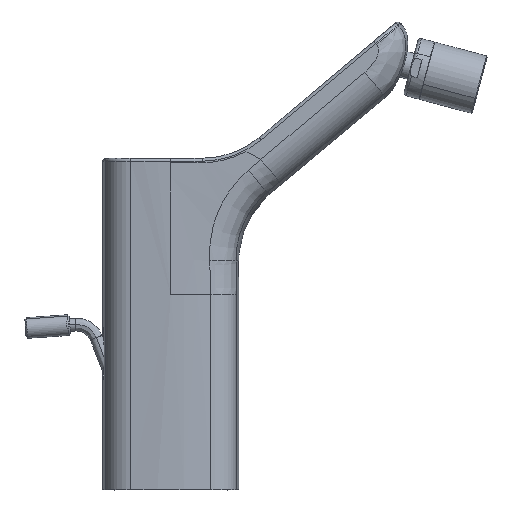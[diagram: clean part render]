
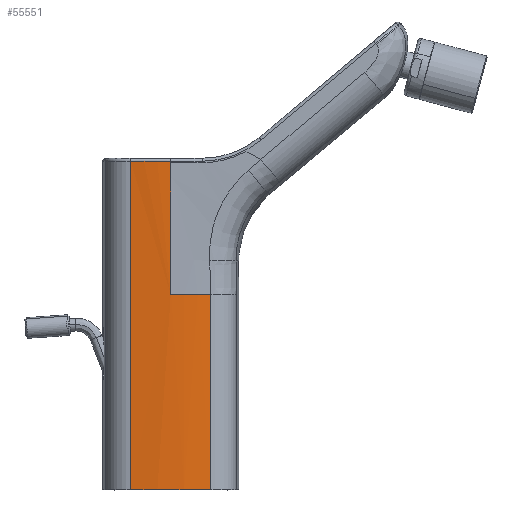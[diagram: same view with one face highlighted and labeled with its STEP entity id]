
A CAD part, front view. The second image highlights one B-rep face of the part: STEP entity #55551.
In plain terms, the highlighted cylindrical face has radius 100 mm (diameter 200 mm), a partial arc.
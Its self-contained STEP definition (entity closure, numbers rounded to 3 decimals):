
#48576=CARTESIAN_POINT(' ',(-22.081,13.526,0.));
#48577=VERTEX_POINT(' ',#48576);
#48826=CARTESIAN_POINT(' ',(-22.081,-13.526,0.));
#48827=VERTEX_POINT(' ',#48826);
#48841=CARTESIAN_POINT(' ',(77.,0.,0.));
#48846=DIRECTION(' ',(0.,0.,1.));
#48851=DIRECTION(' ',(-0.991,0.135,0.));
#48856=AXIS2_PLACEMENT_3D(' ',#48841,#48846,#48851);
#48861=CIRCLE('',#48856,100.);
#48866=EDGE_CURVE(' ',#48577,#48827,#48861,.T.);
#49016=CARTESIAN_POINT(' ',(-22.081,13.526,0.));
#49021=DIRECTION(' ',(0.,0.,1.));
#49026=VECTOR(' ',#49021,1.);
#49031=LINE('',#49016,#49026);
#49036=CARTESIAN_POINT(' ',(-22.081,13.526,111.));
#49037=VERTEX_POINT(' ',#49036);
#49041=EDGE_CURVE(' ',#48577,#49037,#49031,.T.);
#55191=CARTESIAN_POINT(' ',(-22.081,-13.526,0.));
#55196=DIRECTION(' ',(0.,0.,1.));
#55201=VECTOR(' ',#55196,1.);
#55206=LINE('',#55191,#55201);
#55211=CARTESIAN_POINT(' ',(-22.081,-13.524,66.));
#55212=VERTEX_POINT(' ',#55211);
#55216=EDGE_CURVE(' ',#48827,#55212,#55206,.T.);
#55286=CARTESIAN_POINT(' ',(77.,0.,56.));
#55291=DIRECTION(' ',(0.,0.,1.));
#55296=DIRECTION(' ',(-0.991,0.135,0.));
#55301=AXIS2_PLACEMENT_3D(' ',#55286,#55291,#55296);
#55306=CYLINDRICAL_SURFACE(' ',#55301,100.);
#55311=ORIENTED_EDGE(' ',*,*,#49041,.F.);
#55316=ORIENTED_EDGE(' ',*,*,#48866,.T.);
#55321=ORIENTED_EDGE(' ',*,*,#55216,.T.);
#55326=CARTESIAN_POINT(' ',(76.995,0.,66.));
#55331=DIRECTION(' ',(0.,0.,-1.));
#55336=DIRECTION(' ',(-0.991,-0.135,0.));
#55341=AXIS2_PLACEMENT_3D(' ',#55326,#55331,#55336);
#55346=CIRCLE('',#55341,99.995);
#55351=CARTESIAN_POINT(' ',(-23.,-0.178,66.));
#55352=VERTEX_POINT(' ',#55351);
#55356=EDGE_CURVE(' ',#55212,#55352,#55346,.T.);
#55361=ORIENTED_EDGE(' ',*,*,#55356,.T.);
#55366=CARTESIAN_POINT(' ',(-23.,0.,66.));
#55371=DIRECTION(' ',(0.001,-1.,0.));
#55376=VECTOR(' ',#55371,1.);
#55381=LINE('',#55366,#55376);
#55386=CARTESIAN_POINT(' ',(-23.,0.,66.));
#55387=VERTEX_POINT(' ',#55386);
#55391=EDGE_CURVE(' ',#55387,#55352,#55381,.T.);
#55396=ORIENTED_EDGE(' ',*,*,#55391,.F.);
#55401=CARTESIAN_POINT(' ',(-23.,0.,66.));
#55406=DIRECTION(' ',(0.,0.,1.));
#55411=VECTOR(' ',#55406,1.);
#55416=LINE('',#55401,#55411);
#55421=CARTESIAN_POINT(' ',(-23.,0.,105.689));
#55422=VERTEX_POINT(' ',#55421);
#55426=EDGE_CURVE(' ',#55387,#55422,#55416,.T.);
#55431=ORIENTED_EDGE(' ',*,*,#55426,.T.);
#55436=CARTESIAN_POINT(' ',(-23.,0.,105.689));
#55441=DIRECTION(' ',(0.,0.,1.));
#55446=VECTOR(' ',#55441,1.);
#55451=LINE('',#55436,#55446);
#55456=CARTESIAN_POINT(' ',(-23.,0.,110.5));
#55457=VERTEX_POINT(' ',#55456);
#55461=EDGE_CURVE(' ',#55422,#55457,#55451,.T.);
#55466=ORIENTED_EDGE(' ',*,*,#55461,.T.);
#55471=CARTESIAN_POINT(' ',(-23.,0.,110.5));
#55476=DIRECTION(' ',(0.,0.,1.));
#55481=VECTOR(' ',#55476,1.);
#55486=LINE('',#55471,#55481);
#55491=CARTESIAN_POINT(' ',(-23.,0.,111.));
#55492=VERTEX_POINT(' ',#55491);
#55496=EDGE_CURVE(' ',#55457,#55492,#55486,.T.);
#55501=ORIENTED_EDGE(' ',*,*,#55496,.T.);
#55506=CARTESIAN_POINT(' ',(77.019,-0.001,111.));
#55511=DIRECTION(' ',(-0.,0.,1.));
#55516=DIRECTION(' ',(-0.991,0.135,0.));
#55521=AXIS2_PLACEMENT_3D(' ',#55506,#55511,#55516);
#55526=CIRCLE('',#55521,100.019);
#55531=EDGE_CURVE(' ',#49037,#55492,#55526,.T.);
#55536=ORIENTED_EDGE(' ',*,*,#55531,.F.);
#55541=EDGE_LOOP(' ',(#55311,#55316,#55321,#55361,#55396,#55431,#55466,#55501,#55536));
#55546=FACE_OUTER_BOUND(' ',#55541,.T.);
#55551=ADVANCED_FACE('',(#55546),#55306,.T.);
